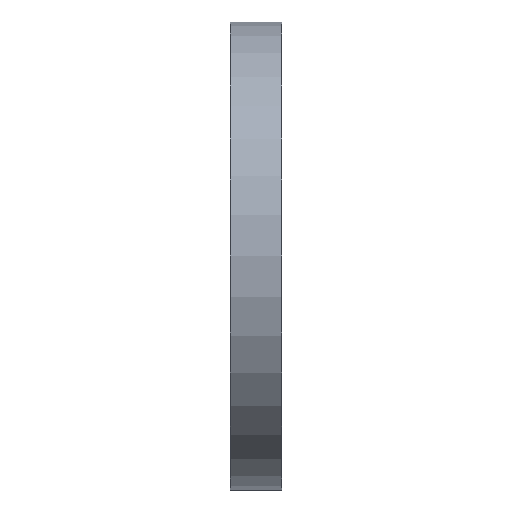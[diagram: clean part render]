
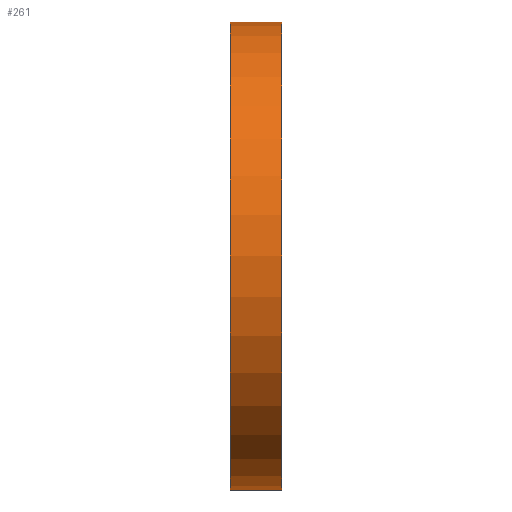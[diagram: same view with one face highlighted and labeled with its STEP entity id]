
A CAD part, left-side view. The second image highlights one B-rep face of the part: STEP entity #261.
In plain terms, the highlighted cylindrical face has radius 100 mm (diameter 200 mm), a partial arc.
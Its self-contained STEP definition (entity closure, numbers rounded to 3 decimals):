
#43 = DIRECTION ( 'NONE',  ( 0., 1., 0. ) ) ;
#48 = CARTESIAN_POINT ( 'NONE',  ( 0., 34.695, 100. ) ) ;
#96 = CARTESIAN_POINT ( 'NONE',  ( 0., 22., 0. ) ) ;
#98 = ORIENTED_EDGE ( 'NONE', *, *, #725, .T. ) ;
#135 = VERTEX_POINT ( 'NONE', #393 ) ;
#212 = DIRECTION ( 'NONE',  ( 0., 0., 1. ) ) ;
#234 = AXIS2_PLACEMENT_3D ( 'NONE', #742, #666, #293 ) ;
#239 = CYLINDRICAL_SURFACE ( 'NONE', #234, 100. ) ;
#241 = DIRECTION ( 'NONE',  ( 0., 1., 0. ) ) ;
#252 = VERTEX_POINT ( 'NONE', #686 ) ;
#259 = CARTESIAN_POINT ( 'NONE',  ( 0., 22., 100. ) ) ;
#261 = ADVANCED_FACE ( 'NONE', ( #299 ), #239, .T. ) ;
#268 = VECTOR ( 'NONE', #43, 1000. ) ;
#293 = DIRECTION ( 'NONE',  ( 0., 0., 1. ) ) ;
#299 = FACE_OUTER_BOUND ( 'NONE', #509, .T. ) ;
#359 = LINE ( 'NONE', #609, #268 ) ;
#365 = DIRECTION ( 'NONE',  ( 0., 1., 0. ) ) ;
#393 = CARTESIAN_POINT ( 'NONE',  ( 0., 0., 100. ) ) ;
#448 = CARTESIAN_POINT ( 'NONE',  ( 0., 0., -100. ) ) ;
#455 = CIRCLE ( 'NONE', #625, 100. ) ;
#462 = VERTEX_POINT ( 'NONE', #259 ) ;
#505 = VERTEX_POINT ( 'NONE', #448 ) ;
#509 = EDGE_LOOP ( 'NONE', ( #664, #697, #98, #605 ) ) ;
#535 = AXIS2_PLACEMENT_3D ( 'NONE', #620, #241, #615 ) ;
#557 = EDGE_CURVE ( 'NONE', #252, #462, #455, .T. ) ;
#558 = LINE ( 'NONE', #48, #586 ) ;
#586 = VECTOR ( 'NONE', #365, 1000. ) ;
#605 = ORIENTED_EDGE ( 'NONE', *, *, #557, .F. ) ;
#609 = CARTESIAN_POINT ( 'NONE',  ( 0., 34.695, -100. ) ) ;
#615 = DIRECTION ( 'NONE',  ( 0., 0., 1. ) ) ;
#620 = CARTESIAN_POINT ( 'NONE',  ( 0., 0., 0. ) ) ;
#625 = AXIS2_PLACEMENT_3D ( 'NONE', #96, #795, #212 ) ;
#664 = ORIENTED_EDGE ( 'NONE', *, *, #822, .F. ) ;
#666 = DIRECTION ( 'NONE',  ( 0., 1., 0. ) ) ;
#686 = CARTESIAN_POINT ( 'NONE',  ( 0., 22., -100. ) ) ;
#696 = EDGE_CURVE ( 'NONE', #505, #135, #745, .T. ) ;
#697 = ORIENTED_EDGE ( 'NONE', *, *, #696, .T. ) ;
#725 = EDGE_CURVE ( 'NONE', #135, #462, #558, .T. ) ;
#742 = CARTESIAN_POINT ( 'NONE',  ( 0., 34.695, 0. ) ) ;
#745 = CIRCLE ( 'NONE', #535, 100. ) ;
#795 = DIRECTION ( 'NONE',  ( 0., 1., 0. ) ) ;
#822 = EDGE_CURVE ( 'NONE', #505, #252, #359, .T. ) ;
